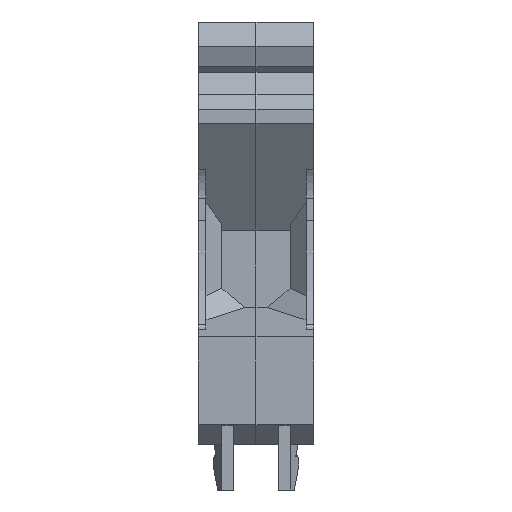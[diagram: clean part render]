
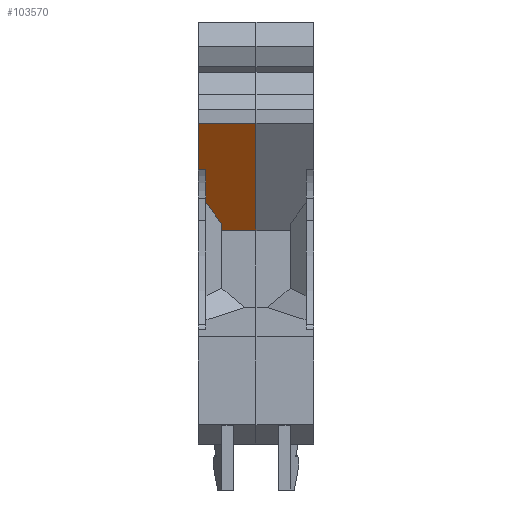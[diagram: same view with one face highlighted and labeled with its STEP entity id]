
A CAD part, front view. The second image highlights one B-rep face of the part: STEP entity #103570.
In plain terms, the highlighted face is planar.
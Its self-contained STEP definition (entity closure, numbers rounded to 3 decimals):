
#360=CARTESIAN_POINT('',(-26.45,35.5,
-5.65));
#370=VERTEX_POINT('',#360);
#400=CARTESIAN_POINT('',(0.152,-0.5,
-5.65));
#410=DIRECTION('',(-0.594,0.804,
0.));
#420=VECTOR('',#410,1.);
#430=LINE('',#400,#420);
#440=CARTESIAN_POINT('',(-22.829,30.599,
-5.65));
#450=VERTEX_POINT('',#440);
#460=EDGE_CURVE('',#450,#370,#430,.T.);
#100720=CARTESIAN_POINT('',(-18.1,24.2,
-3.175));
#100730=VERTEX_POINT('',#100720);
#100780=CARTESIAN_POINT('',(-18.1,24.2,
6.1));
#100790=DIRECTION('',(0.,0.,-1.));
#100800=VECTOR('',#100790,1.);
#100810=LINE('',#100780,#100800);
#100820=CARTESIAN_POINT('',(-18.1,24.2,
0.425));
#100830=VERTEX_POINT('',#100820);
#100840=EDGE_CURVE('',#100830,#100730,#100810,.T.);
#101910=CARTESIAN_POINT('',(-2.829,3.533,
-3.175));
#101920=DIRECTION('',(-0.594,0.804,
0.));
#101930=VECTOR('',#101920,1.);
#101940=LINE('',#101910,#101930);
#101950=CARTESIAN_POINT('',(-18.6,24.877,
-3.175));
#101960=VERTEX_POINT('',#101950);
#101970=EDGE_CURVE('',#100730,#101960,#101940,.T.);
#102330=CARTESIAN_POINT('',(-20.275,27.143,
-4.85));
#102340=VERTEX_POINT('',#102330);
#102370=CARTESIAN_POINT('',(-2.829,3.533,
12.596));
#102380=DIRECTION('',(0.511,-0.691,
0.511));
#102390=VECTOR('',#102380,1.);
#102400=LINE('',#102370,#102390);
#102410=EDGE_CURVE('',#102340,#101960,#102400,.T.);
#103100=CARTESIAN_POINT('',(-22.829,30.599,
6.5));
#103110=DIRECTION('',(0.804,0.594,
0.));
#103120=DIRECTION('',(0.594,-0.804,
0.));
#103130=AXIS2_PLACEMENT_3D('',#103100,#103110,#103120);
#103140=PLANE('',#103130);
#103150=CARTESIAN_POINT('',(0.152,-0.5,
0.425));
#103160=DIRECTION('',(0.594,-0.804,
0.));
#103170=VECTOR('',#103160,1.);
#103180=LINE('',#103150,#103170);
#103190=CARTESIAN_POINT('',(-26.45,35.5,
0.425));
#103200=VERTEX_POINT('',#103190);
#103210=CARTESIAN_POINT('',(-18.248,24.4,
0.425));
#103220=VERTEX_POINT('',#103210);
#103230=EDGE_CURVE('',#103200,#103220,#103180,.T.);
#103240=ORIENTED_EDGE('',*,*,#103230,.F.);
#103250=CARTESIAN_POINT('',(0.152,-0.5,
0.425));
#103260=DIRECTION('',(-0.594,0.804,
0.));
#103270=VECTOR('',#103260,1.);
#103280=LINE('',#103250,#103270);
#103290=EDGE_CURVE('',#100830,#103220,#103280,.T.);
#103300=ORIENTED_EDGE('',*,*,#103290,.T.);
#103310=ORIENTED_EDGE('',*,*,#100840,.F.);
#103320=ORIENTED_EDGE('',*,*,#101970,.F.);
#103330=ORIENTED_EDGE('',*,*,#102410,.T.);
#103340=CARTESIAN_POINT('',(-6.638,8.689,
-4.85));
#103350=DIRECTION('',(0.594,-0.804,
0.));
#103360=VECTOR('',#103350,1.);
#103370=LINE('',#103340,#103360);
#103380=CARTESIAN_POINT('',(-22.829,30.599,
-4.85));
#103390=VERTEX_POINT('',#103380);
#103400=EDGE_CURVE('',#103390,#102340,#103370,.T.);
#103410=ORIENTED_EDGE('',*,*,#103400,.T.);
#103420=CARTESIAN_POINT('',(-22.829,30.599,
6.5));
#103430=DIRECTION('',(0.,0.,-1.));
#103440=VECTOR('',#103430,1.);
#103450=LINE('',#103420,#103440);
#103460=EDGE_CURVE('',#103390,#450,#103450,.T.);
#103470=ORIENTED_EDGE('',*,*,#103460,.F.);
#103480=ORIENTED_EDGE('',*,*,#460,.F.);
#103490=CARTESIAN_POINT('',(-26.45,35.5,
0.85));
#103500=DIRECTION('',(0.,0.,-1.));
#103510=VECTOR('',#103500,1.);
#103520=LINE('',#103490,#103510);
#103530=EDGE_CURVE('',#103200,#370,#103520,.T.);
#103540=ORIENTED_EDGE('',*,*,#103530,.T.);
#103550=EDGE_LOOP('',(#103540,#103480,#103470,#103410,#103330,#103320,
#103310,#103300,#103240));
#103560=FACE_OUTER_BOUND('',#103550,.T.);
#103570=ADVANCED_FACE('',(#103560),#103140,.F.);
